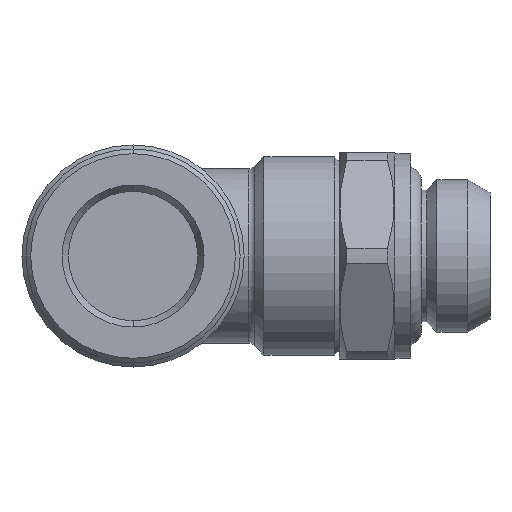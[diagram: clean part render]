
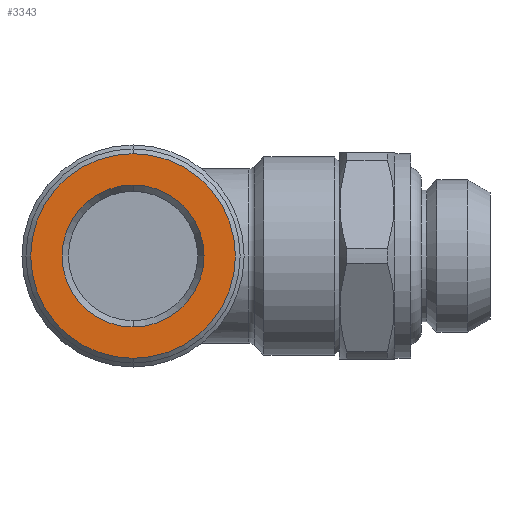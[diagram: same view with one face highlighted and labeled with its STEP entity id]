
A CAD part, left-side view. The second image highlights one B-rep face of the part: STEP entity #3343.
In plain terms, the highlighted planar face has unit normal (-1, 0, 0).
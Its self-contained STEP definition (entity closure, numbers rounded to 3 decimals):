
#454 = CARTESIAN_POINT ( 'NONE',  ( -21.753, 0., 6.45 ) ) ;
#492 = DIRECTION ( 'NONE',  ( 0., 0., -1. ) ) ;
#497 = CARTESIAN_POINT ( 'NONE',  ( -21.753, 0., -6.45 ) ) ;
#523 = AXIS2_PLACEMENT_3D ( 'NONE', #545, #544, #492 ) ;
#526 = CIRCLE ( 'NONE', #523, 6.45 ) ;
#544 = DIRECTION ( 'NONE',  ( 1., 0., 0. ) ) ;
#545 = CARTESIAN_POINT ( 'NONE',  ( -21.753, 0., 0. ) ) ;
#590 = CARTESIAN_POINT ( 'NONE',  ( -21.753, 0., -4.475 ) ) ;
#591 = CARTESIAN_POINT ( 'NONE',  ( -21.753, 0., 4.475 ) ) ;
#593 = CARTESIAN_POINT ( 'NONE',  ( -21.753, 0., 0. ) ) ;
#596 = DIRECTION ( 'NONE',  ( 1., 0., 0. ) ) ;
#601 = DIRECTION ( 'NONE',  ( 0., 0., -1. ) ) ;
#605 = AXIS2_PLACEMENT_3D ( 'NONE', #593, #596, #601 ) ;
#611 = CIRCLE ( 'NONE', #605, 4.475 ) ;
#1712 = VERTEX_POINT ( 'NONE', #454 ) ;
#1737 = EDGE_CURVE ( 'NONE', #1742, #1712, #526, .T. ) ;
#1742 = VERTEX_POINT ( 'NONE', #497 ) ;
#1766 = EDGE_CURVE ( 'NONE', #1775, #1778, #611, .T. ) ;
#1775 = VERTEX_POINT ( 'NONE', #591 ) ;
#1778 = VERTEX_POINT ( 'NONE', #590 ) ;
#2776 = DIRECTION ( 'NONE',  ( -1., 0., 0. ) ) ;
#2777 = CARTESIAN_POINT ( 'NONE',  ( -21.753, 0., 0. ) ) ;
#2778 = FACE_BOUND ( 'NONE', #3348, .T. ) ;
#2784 = DIRECTION ( 'NONE',  ( 0., 0., 1. ) ) ;
#2785 = FACE_OUTER_BOUND ( 'NONE', #3360, .T. ) ;
#2790 = PLANE ( 'NONE',  #2791 ) ;
#2791 = AXIS2_PLACEMENT_3D ( 'NONE', #2777, #2776, #2784 ) ;
#2804 = DIRECTION ( 'NONE',  ( 0., 0., -1. ) ) ;
#2821 = AXIS2_PLACEMENT_3D ( 'NONE', #2825, #2824, #2804 ) ;
#2823 = CIRCLE ( 'NONE', #2821, 4.475 ) ;
#2824 = DIRECTION ( 'NONE',  ( 1., 0., 0. ) ) ;
#2825 = CARTESIAN_POINT ( 'NONE',  ( -21.753, 0., 0. ) ) ;
#3065 = AXIS2_PLACEMENT_3D ( 'NONE', #3068, #3076, #3075 ) ;
#3068 = CARTESIAN_POINT ( 'NONE',  ( -21.753, 0., 0. ) ) ;
#3075 = DIRECTION ( 'NONE',  ( 0., 0., -1. ) ) ;
#3076 = DIRECTION ( 'NONE',  ( 1., 0., 0. ) ) ;
#3077 = CIRCLE ( 'NONE', #3065, 6.45 ) ;
#3331 = ORIENTED_EDGE ( 'NONE', *, *, #1766, .T. ) ;
#3343 = ADVANCED_FACE ( 'NONE', ( #2778, #2785 ), #2790, .T. ) ;
#3348 = EDGE_LOOP ( 'NONE', ( #3331, #3466 ) ) ;
#3356 = EDGE_CURVE ( 'NONE', #1778, #1775, #2823, .T. ) ;
#3360 = EDGE_LOOP ( 'NONE', ( #3467, #3472 ) ) ;
#3466 = ORIENTED_EDGE ( 'NONE', *, *, #3356, .T. ) ;
#3467 = ORIENTED_EDGE ( 'NONE', *, *, #1737, .F. ) ;
#3472 = ORIENTED_EDGE ( 'NONE', *, *, #3500, .F. ) ;
#3500 = EDGE_CURVE ( 'NONE', #1712, #1742, #3077, .T. ) ;
